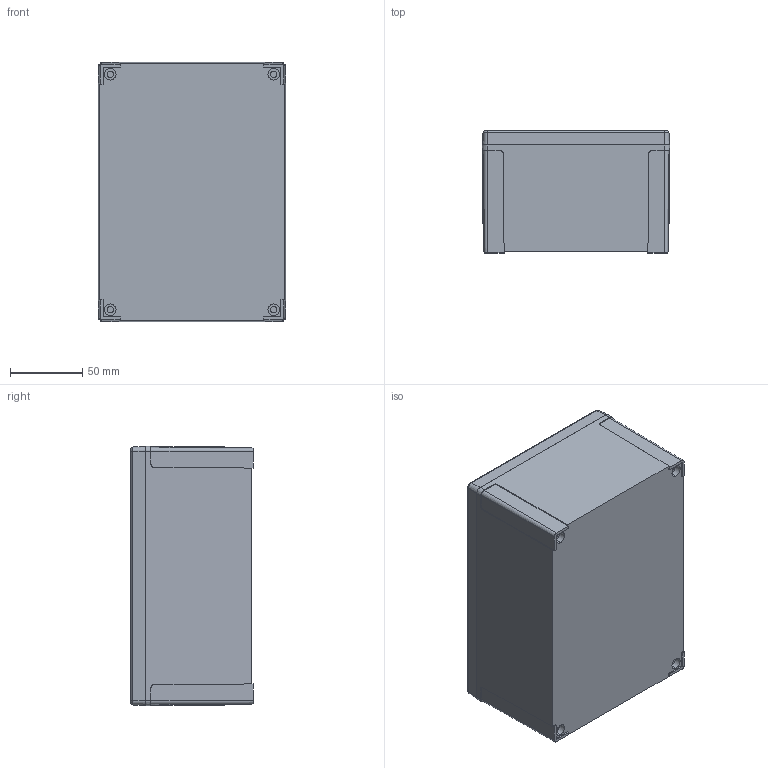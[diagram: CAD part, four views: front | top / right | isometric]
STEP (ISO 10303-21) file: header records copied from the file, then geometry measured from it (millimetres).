
FILE_DESCRIPTION (( 'STEP AP214' ), '1' );
FILE_NAME ('6013333_FIBOX_MNX_PC_150_85_XHG.STEP', '2023-02-16T13:11:37', ( '' ), ( '' ), 'SwSTEP 2.0', 'SolidWorks 2021', '' );
FILE_SCHEMA (( 'AUTOMOTIVE_DESIGN' ));
Length unit declared in the file: millimetre
Products named in the file (4): 6013333_FIBOX_MNX_PC_150_85_XHG; FIBOX_MNXSS14550L; FIBOX_MNX15010C; FIBOX_MNX150XHB
Assembly tree (6 placements, depth 2):
  6013333_FIBOX_MNX_PC_150_85_XHG
    FIBOX_MNX150XHB
    FIBOX_MNX15010C
    FIBOX_MNXSS14550L  x4
Bounding box: 130.1 x 85 x 180.1 mm (x, y, z)
Volume: 372366.9 mm3; surface area: 203581.2 mm2
Topology: 6 solids, 6 shells, 537 faces, 1317 edges, 846 vertices
Faces by surface type: plane 309, cylinder 172, cone 32, torus 16, sphere 8
Entity records: 13513 total; most frequent: CARTESIAN_POINT 2413, DIRECTION 2365, ORIENTED_EDGE 2210, EDGE_CURVE 1105, AXIS2_PLACEMENT_3D 838, VERTEX_POINT 714, LINE 689, VECTOR 689
